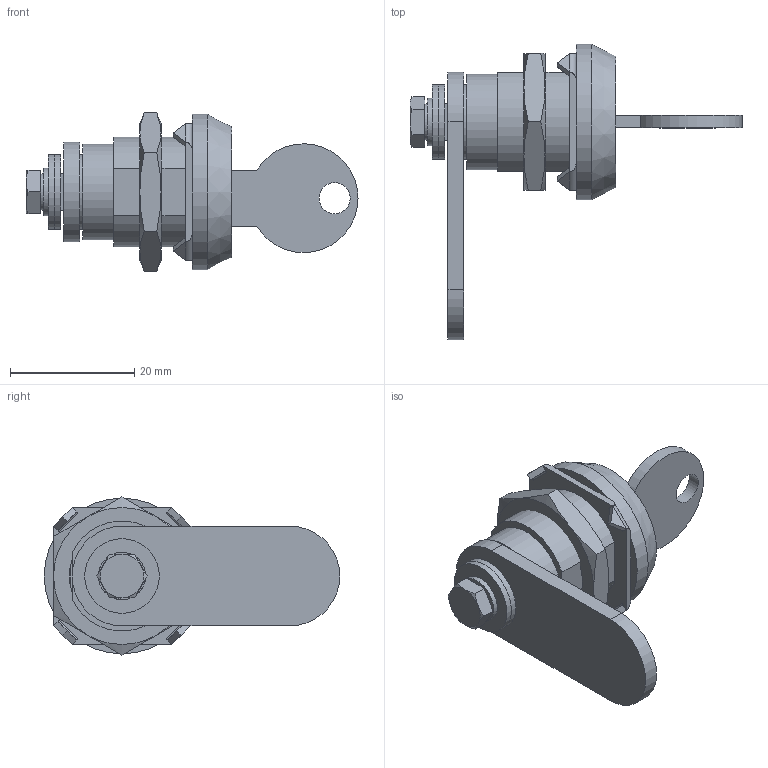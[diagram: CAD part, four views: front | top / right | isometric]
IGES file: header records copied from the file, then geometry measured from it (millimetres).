
Global section: file name: 620001.1.stp; native system: Autodesk Inventor 2014; preprocessor: unknown; author: zeman; date: 20151016.124756; units: millimetre
Bounding box: 53.35 x 47.5 x 25.4 mm (x, y, z)
Volume: 9958.4 mm3; surface area: 9409.8 mm2
Topology: 10 solids, 10 shells, 165 faces, 379 edges, 240 vertices
Faces by surface type: plane 103, cone 22, cylinder 20, revolution 18, bspline 2
Full cylindrical faces by diameter (mm): 3.621 x1, 4 x1, 5.9 x1, 12 x3, 15.4 x1, 16.5 x1, 25 x1
